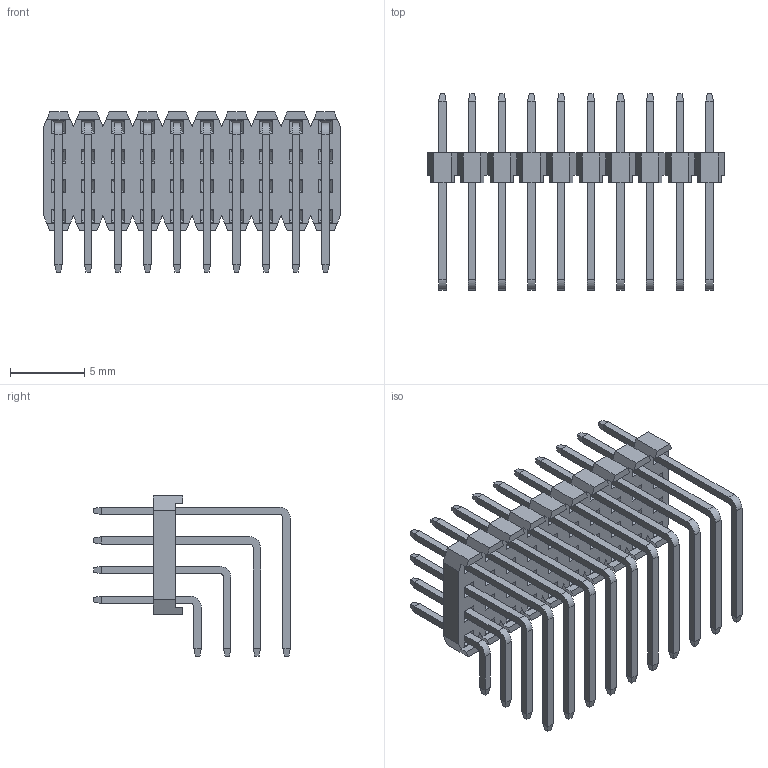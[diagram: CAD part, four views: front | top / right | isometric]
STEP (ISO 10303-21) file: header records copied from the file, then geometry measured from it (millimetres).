
FILE_DESCRIPTION( ('This file contains a STEP AP42 implementation' ,'as created by ZW3D STEP Interface translator.') ,'2;1' );
FILE_NAME( '1220-14XXXXRXXXXXXX.stp' ,'23 323.165111', (''), ('ZWCAD Software Co.'), 'Version 1.0', 'ZW3D to STEP translator', '' );
FILE_SCHEMA(('AUTOMOTIVE_DESIGN { 1 0 10303 214 1 1 1 1 }'));
Length unit declared in the file: millimetre
Products named in the file (3): 0; 1220-1420XXR106XXXX(側醱俔); 1220-14XXXXRXXXXX_ASM_1_ASM
Assembly tree (1 placements, depth 2):
  0
  1220-1420XXR106XXXX(側醱俔)
    1220-14XXXXRXXXXX_ASM_1_ASM
Bounding box: 20 x 13.25 x 10.8 mm (x, y, z)
Volume: 379.8 mm3; surface area: 1872.5 mm2
Topology: 41 solids, 41 shells, 1144 faces, 2706 edges, 1644 vertices
Faces by surface type: plane 1064, cylinder 80
Entity records: 32999 total; most frequent: CARTESIAN_POINT 5498, ORIENTED_EDGE 5412, DIRECTION 5162, EDGE_CURVE 2706, VECTOR 2546, LINE 2546, VERTEX_POINT 1644, AXIS2_PLACEMENT_3D 1308
